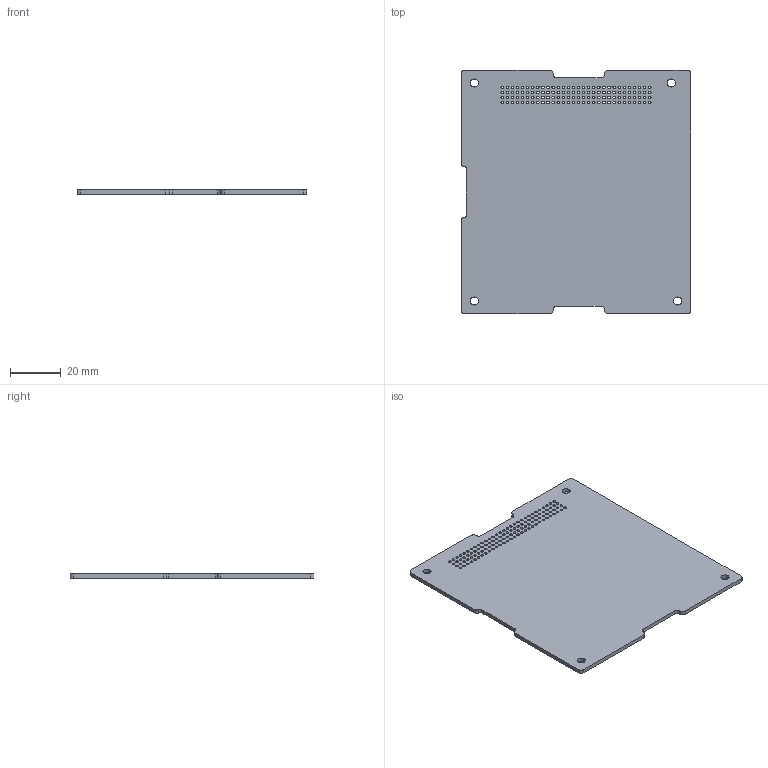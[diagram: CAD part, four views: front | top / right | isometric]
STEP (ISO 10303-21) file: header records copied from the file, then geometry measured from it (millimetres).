
FILE_DESCRIPTION(('KiCad electronic assembly'),'2;1');
FILE_NAME('STD_PCB_A1_v1.1.step','2020-02-05T16:15:26',('An Author'),( 'A Company'),'Open CASCADE STEP processor 6.9', 'KiCad to STEP converter','Unknown');
FILE_SCHEMA(('AUTOMOTIVE_DESIGN { 1 0 10303 214 1 1 1 1 }'));
Length unit declared in the file: millimetre
Products named in the file (2): Open CASCADE STEP translator 6.9 1; COMPOUND
Assembly tree (1 placements, depth 2):
  Open CASCADE STEP translator 6.9 1
    COMPOUND
Bounding box: 90.17 x 95.89 x 1.6 mm (x, y, z)
Volume: 13378.2 mm3; surface area: 17996.1 mm2
Topology: 1 solids, 1 shells, 155 faces, 459 edges, 306 vertices
Faces by surface type: cylinder 140, plane 15
Full cylindrical faces by diameter (mm): 1 x120, 3.18 x4
Entity records: 12703 total; most frequent: CARTESIAN_POINT 3520, DIRECTION 1691, ORIENTED_EDGE 918, PCURVE 918, DEFINITIONAL_REPRESENTATION 918, LINE 817, VECTOR 817, EDGE_CURVE 459
